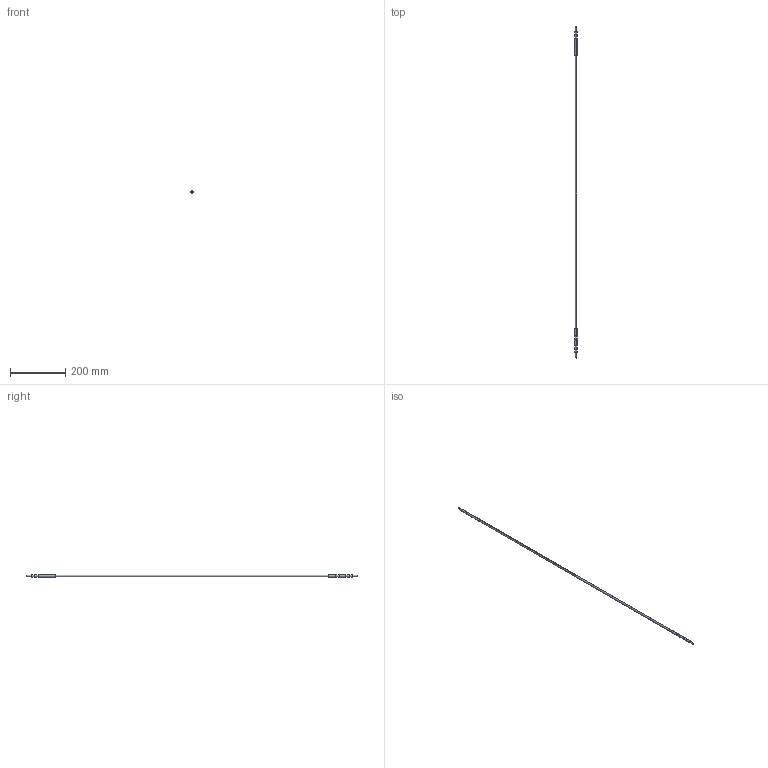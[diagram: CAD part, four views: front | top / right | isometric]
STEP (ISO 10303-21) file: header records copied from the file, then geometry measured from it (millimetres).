
FILE_DESCRIPTION (( 'STEP AP214' ), '1' );
FILE_NAME ('LLG3-4Z.STEP', '2018-04-04T06:36:49', ( '' ), ( '' ), 'SwSTEP 2.0', 'SolidWorks 2016', '' );
FILE_SCHEMA (( 'AUTOMOTIVE_DESIGN' ));
Length unit declared in the file: millimetre
Products named in the file (1): LLG3-4Z
Bounding box: 9 x 1200 x 9 mm (x, y, z)
Volume: 48334 mm3; surface area: 27345.7 mm2
Topology: 3 solids, 3 shells, 36 faces, 66 edges, 44 vertices
Faces by surface type: cylinder 22, plane 14
Entity records: 1164 total; most frequent: DIRECTION 184, CARTESIAN_POINT 147, ORIENTED_EDGE 132, AXIS2_PLACEMENT_3D 81, EDGE_CURVE 66, VERTEX_POINT 44, CIRCLE 44, EDGE_LOOP 44
